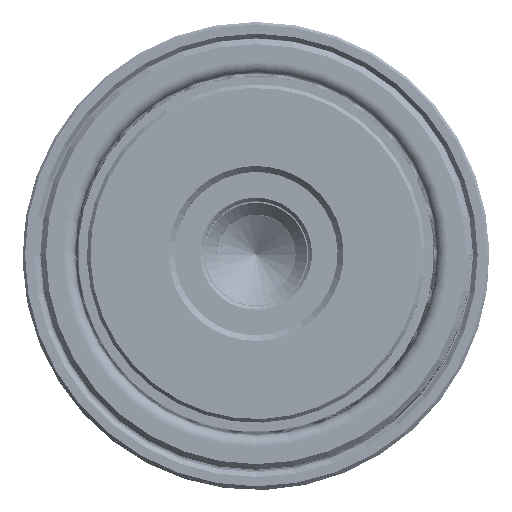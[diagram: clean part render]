
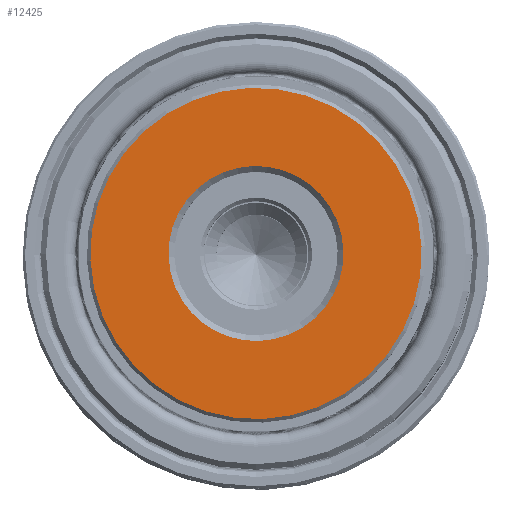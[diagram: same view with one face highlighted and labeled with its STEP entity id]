
A CAD part, top view. The second image highlights one B-rep face of the part: STEP entity #12425.
In plain terms, the highlighted face is planar.
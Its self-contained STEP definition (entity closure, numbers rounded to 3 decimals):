
#850 = EDGE_LOOP ( 'NONE', ( #21978, #31684 ) ) ;
#7651 = EDGE_LOOP ( 'NONE', ( #31716, #22261 ) ) ;
#8548 = FACE_OUTER_BOUND ( 'NONE', #850, .T. ) ;
#8596 = AXIS2_PLACEMENT_3D ( 'NONE', #18305, #48376, #22623 ) ;
#8704 = AXIS2_PLACEMENT_3D ( 'NONE', #49722, #23977, #54059 ) ;
#9859 = VERTEX_POINT ( 'NONE', #32687 ) ;
#12425 = ADVANCED_FACE ( 'NONE', ( #8548, #54330 ), #30840, .F. ) ;
#15448 = EDGE_CURVE ( 'NONE', #21823, #9859, #22610, .T. ) ;
#15482 = CARTESIAN_POINT ( 'NONE',  ( 14.2, 0., 0. ) ) ;
#17309 = CARTESIAN_POINT ( 'NONE',  ( 0., 0., 0. ) ) ;
#17858 = CARTESIAN_POINT ( 'NONE',  ( 7.5, 0., 0. ) ) ;
#18305 = CARTESIAN_POINT ( 'NONE',  ( 0., 0., 0. ) ) ;
#18809 = VERTEX_POINT ( 'NONE', #26835 ) ;
#19338 = CARTESIAN_POINT ( 'NONE',  ( 0., 0., 0. ) ) ;
#21347 = CIRCLE ( 'NONE', #8704, 14.2 ) ;
#21626 = DIRECTION ( 'NONE',  ( 1., 0., 0. ) ) ;
#21823 = VERTEX_POINT ( 'NONE', #17858 ) ;
#21842 = DIRECTION ( 'NONE',  ( 0., 0., 1. ) ) ;
#21978 = ORIENTED_EDGE ( 'NONE', *, *, #30517, .T. ) ;
#22261 = ORIENTED_EDGE ( 'NONE', *, *, #15448, .T. ) ;
#22610 = CIRCLE ( 'NONE', #8596, 7.5 ) ;
#22623 = DIRECTION ( 'NONE',  ( 1., 0., 0. ) ) ;
#23688 = DIRECTION ( 'NONE',  ( 1., 0., 0. ) ) ;
#23977 = DIRECTION ( 'NONE',  ( 0., 0., -1. ) ) ;
#25503 = AXIS2_PLACEMENT_3D ( 'NONE', #26560, #21842, #35179 ) ;
#26560 = CARTESIAN_POINT ( 'NONE',  ( 0., 0., 0. ) ) ;
#26692 = CIRCLE ( 'NONE', #47091, 14.2 ) ;
#26835 = CARTESIAN_POINT ( 'NONE',  ( -14.2, 0., 0. ) ) ;
#30517 = EDGE_CURVE ( 'NONE', #40657, #18809, #26692, .T. ) ;
#30840 = PLANE ( 'NONE',  #25503 ) ;
#31684 = ORIENTED_EDGE ( 'NONE', *, *, #46909, .T. ) ;
#31716 = ORIENTED_EDGE ( 'NONE', *, *, #34133, .T. ) ;
#32687 = CARTESIAN_POINT ( 'NONE',  ( -7.5, 0., 0. ) ) ;
#34133 = EDGE_CURVE ( 'NONE', #9859, #21823, #48112, .T. ) ;
#34882 = AXIS2_PLACEMENT_3D ( 'NONE', #17309, #47391, #21626 ) ;
#35179 = DIRECTION ( 'NONE',  ( 1., 0., 0. ) ) ;
#40657 = VERTEX_POINT ( 'NONE', #15482 ) ;
#46909 = EDGE_CURVE ( 'NONE', #18809, #40657, #21347, .T. ) ;
#47091 = AXIS2_PLACEMENT_3D ( 'NONE', #19338, #49426, #23688 ) ;
#47391 = DIRECTION ( 'NONE',  ( 0., 0., 1. ) ) ;
#48112 = CIRCLE ( 'NONE', #34882, 7.5 ) ;
#48376 = DIRECTION ( 'NONE',  ( 0., 0., 1. ) ) ;
#49426 = DIRECTION ( 'NONE',  ( 0., 0., -1. ) ) ;
#49722 = CARTESIAN_POINT ( 'NONE',  ( 0., 0., 0. ) ) ;
#54059 = DIRECTION ( 'NONE',  ( 1., 0., 0. ) ) ;
#54330 = FACE_BOUND ( 'NONE', #7651, .T. ) ;
